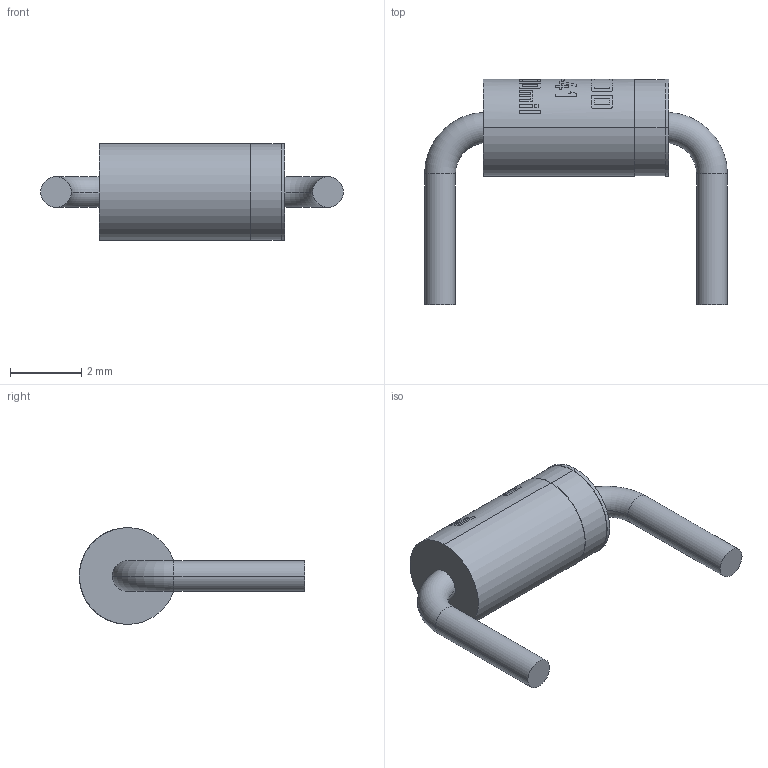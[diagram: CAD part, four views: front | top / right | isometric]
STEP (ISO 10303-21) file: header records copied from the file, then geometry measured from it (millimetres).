
FILE_DESCRIPTION (( 'STEP AP214' ), '1' );
FILE_NAME ('DO-41_Max_300mil_rev1.0.STEP', '2023-03-16T22:44:47', ( '' ), ( '' ), 'SwSTEP 2.0', 'SolidWorks 2020', '' );
FILE_SCHEMA (( 'AUTOMOTIVE_DESIGN' ));
Length unit declared in the file: millimetre
Products named in the file (1): DO-41_Max_300mil_rev1.0
Bounding box: 8.48 x 6.31 x 2.71 mm (x, y, z)
Volume: 36.5 mm3; surface area: 86.3 mm2
Topology: 1 solids, 1 shells, 51 faces, 292 edges, 278 vertices
Faces by surface type: cylinder 41, plane 6, torus 4
Entity records: 4047 total; most frequent: CARTESIAN_POINT 1050, ORIENTED_EDGE 584, DIRECTION 419, EDGE_CURVE 292, VERTEX_POINT 278, AXIS2_PLACEMENT_3D 160, CIRCLE 108, LINE 99
